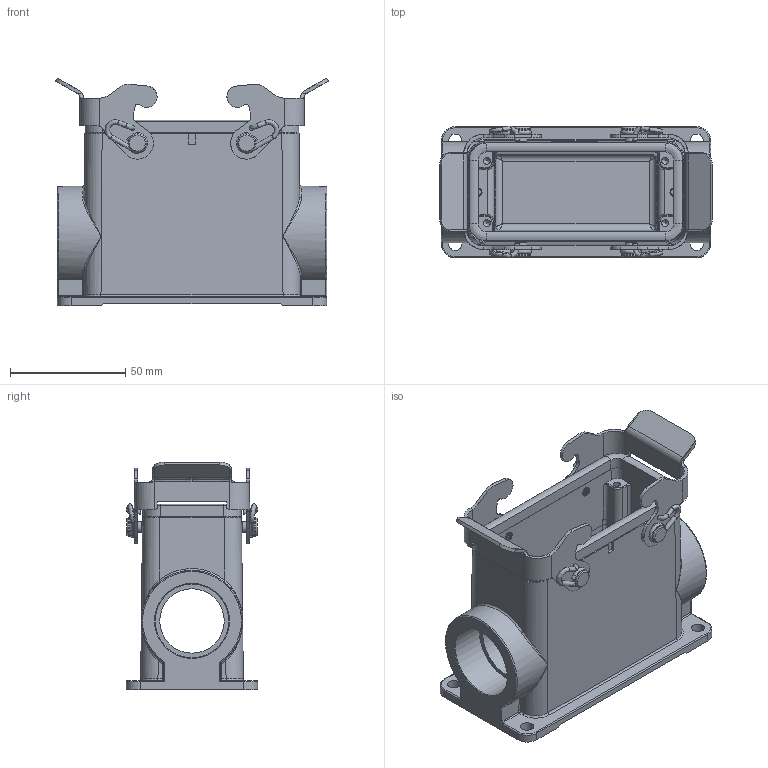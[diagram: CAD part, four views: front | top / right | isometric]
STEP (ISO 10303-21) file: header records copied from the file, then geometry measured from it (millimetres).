
FILE_DESCRIPTION(/* description */ (''),/* implementation_level */ '2;1');
FILE_NAME(/* name */ '100102805ugm000_c.stp',/* time_stamp */ '2017-11-03T15:36:17+01:00',/* author */ (''),/* organization */ (''),/* preprocessor_version */ 'ST-DEVELOPER v16',/* originating_system */ 'SIEMENS PLM Software NX 10.0',/* authorisation */ '');
FILE_SCHEMA (('AUTOMOTIVE_DESIGN { 1 0 10303 214 3 1 1 1 }'));
Length unit declared in the file: millimetre
Products named in the file (1): 100102805ugm000_c
Bounding box: 118.52 x 57.2 x 99.05 mm (x, y, z)
Volume: 145222.7 mm3; surface area: 67690.8 mm2
Topology: 3 solids, 3 shells, 555 faces, 2145 edges, 2283 vertices
Faces by surface type: plane 199, cylinder 194, bspline 122, torus 26, cone 14
Full cylindrical faces by diameter (mm): 1.6 x4, 2.9 x4, 3 x4, 4 x4, 4.8 x4, 5.6 x4, 8 x4, 28 x2, 32 x2
Entity records: 30115 total; most frequent: CARTESIAN_POINT 11160, ORIENTED_EDGE 2728, DIRECTION 2643, EDGE_CURVE 1364, PRESENTATION_STYLE_ASSIGNMENT 992, VERTEX_POINT 916, AXIS2_PLACEMENT_3D 912, LINE 819
